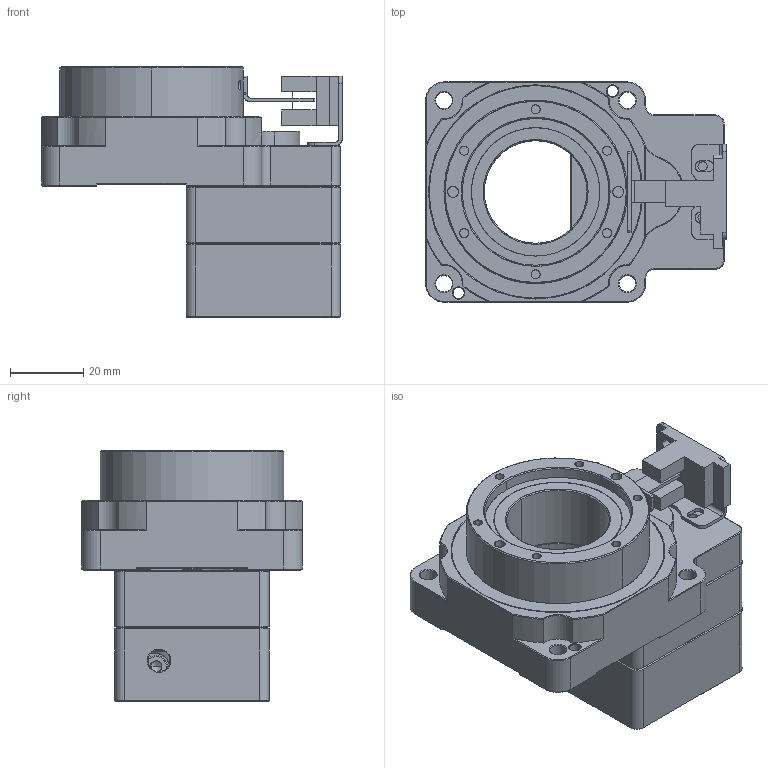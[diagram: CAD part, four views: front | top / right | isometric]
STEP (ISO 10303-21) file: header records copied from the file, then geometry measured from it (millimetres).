
FILE_DESCRIPTION(/* description */ (''),/* implementation_level */ '2;1');
FILE_NAME(/* name */ 'DTN060-10-8-25-30-46-M4.stp',/* time_stamp */ '2021-02-27T16:22:25+08:00',/* author */ (''),/* organization */ (''),/* preprocessor_version */ 'ST-DEVELOPER v16',/* originating_system */ 'SIEMENS PLM Software NX 10.0',/* authorisation */ '');
FILE_SCHEMA (('AUTOMOTIVE_DESIGN { 1 0 10303 214 3 1 1 1 }'));
Products named in the file (1): DTN060-10-8-25-30-46-M4_stp
Bounding box: 82 x 60 x 68.2 mm (x, y, z)
Surface area: 45071 mm2 (no closed solid volume)
Topology: 0 solids, 1048 shells, 1301 faces, 5527 edges, 5214 vertices
Faces by surface type: plane 528, cylinder 364, cone 346, torus 59, bspline 4
Entity records: 79114 total; most frequent: CARTESIAN_POINT 20284, DIRECTION 7744, ORIENTED_EDGE 6116, EDGE_CURVE 5471, VERTEX_POINT 5214, AXIS2_PLACEMENT_3D 3003, PRESENTATION_STYLE_ASSIGNMENT 2349, SURFACE_STYLE_USAGE 2349
